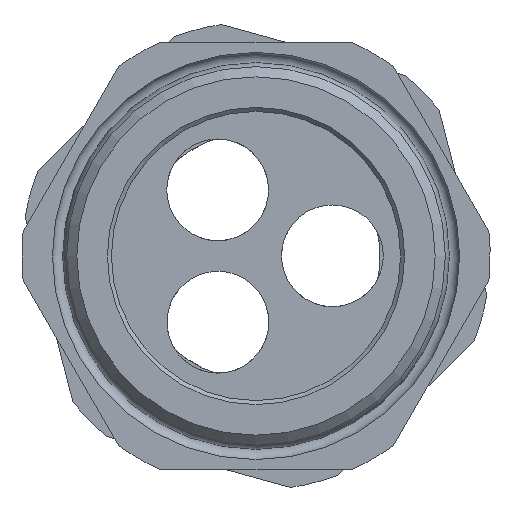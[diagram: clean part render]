
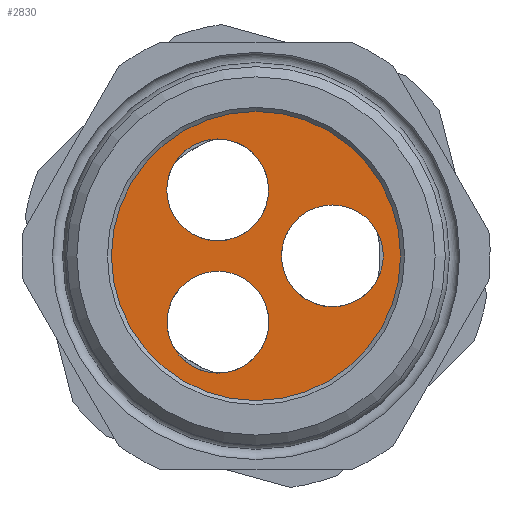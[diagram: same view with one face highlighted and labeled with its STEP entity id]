
A CAD part, front view. The second image highlights one B-rep face of the part: STEP entity #2830.
In plain terms, the highlighted planar face has unit normal (0, -1, 0).
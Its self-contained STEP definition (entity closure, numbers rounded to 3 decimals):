
#2540=PLANE('',#11193);
#2830=ADVANCED_FACE('',(#3734,#3735,#3736,#3737),#2540,.F.);
#3734=FACE_BOUND('',#3823,.T.);
#3735=FACE_BOUND('',#3824,.T.);
#3736=FACE_BOUND('',#3825,.T.);
#3737=FACE_BOUND('',#3826,.T.);
#3823=EDGE_LOOP('',(#4592));
#3824=EDGE_LOOP('',(#4593));
#3825=EDGE_LOOP('',(#4594));
#3826=EDGE_LOOP('',(#4595));
#4592=ORIENTED_EDGE('',*,*,#8906,.T.);
#4593=ORIENTED_EDGE('',*,*,#9042,.T.);
#4594=ORIENTED_EDGE('',*,*,#9043,.T.);
#4595=ORIENTED_EDGE('',*,*,#9044,.T.);
#7775=VERTEX_POINT('',#15169);
#7900=VERTEX_POINT('',#15671);
#7901=VERTEX_POINT('',#15673);
#7902=VERTEX_POINT('',#15675);
#8906=EDGE_CURVE('',#7775,#7775,#10592,.T.);
#9042=EDGE_CURVE('',#7900,#7900,#10641,.T.);
#9043=EDGE_CURVE('',#7901,#7901,#10642,.T.);
#9044=EDGE_CURVE('',#7902,#7902,#10643,.T.);
#10592=CIRCLE('',#11109,8.);
#10641=CIRCLE('',#11190,2.5);
#10642=CIRCLE('',#11191,2.5);
#10643=CIRCLE('',#11192,2.5);
#11109=AXIS2_PLACEMENT_3D('',#15168,#12215,#12216);
#11190=AXIS2_PLACEMENT_3D('',#15670,#12401,#12402);
#11191=AXIS2_PLACEMENT_3D('',#15672,#12403,#12404);
#11192=AXIS2_PLACEMENT_3D('',#15674,#12405,#12406);
#11193=AXIS2_PLACEMENT_3D('',#15676,#12407,#12408);
#12215=DIRECTION('',(0.,-1.,0.));
#12216=DIRECTION('',(0.865,0.,0.501));
#12401=DIRECTION('',(0.,1.,0.));
#12402=DIRECTION('',(-0.501,0.,0.865));
#12403=DIRECTION('',(0.,1.,0.));
#12404=DIRECTION('',(-0.501,0.,0.865));
#12405=DIRECTION('',(0.,1.,0.));
#12406=DIRECTION('',(-0.501,0.,0.865));
#12407=DIRECTION('',(0.,1.,0.));
#12408=DIRECTION('',(-0.501,0.,0.865));
#15168=CARTESIAN_POINT('',(-1.151,-11.897,0.766));
#15169=CARTESIAN_POINT('',(5.771,-11.897,4.777));
#15670=CARTESIAN_POINT('',(2.602,-11.897,0.772));
#15671=CARTESIAN_POINT('',(1.349,-11.897,2.935));
#15672=CARTESIAN_POINT('',(-3.022,-11.897,-2.487));
#15673=CARTESIAN_POINT('',(-4.275,-11.897,-0.324));
#15674=CARTESIAN_POINT('',(-3.032,-11.897,4.013));
#15675=CARTESIAN_POINT('',(-4.286,-11.897,6.176));
#15676=CARTESIAN_POINT('',(-1.151,-11.897,0.766));
